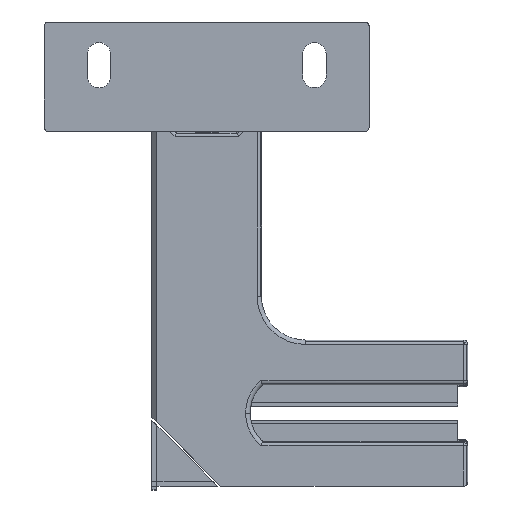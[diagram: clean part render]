
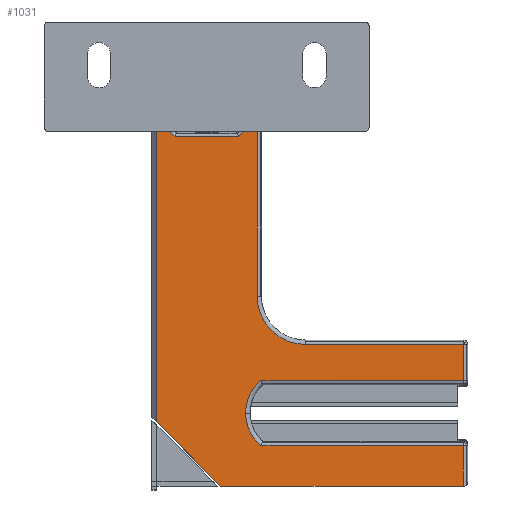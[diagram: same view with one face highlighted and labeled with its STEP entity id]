
A CAD part, top view. The second image highlights one B-rep face of the part: STEP entity #1031.
In plain terms, the highlighted planar face has unit normal (0, 0, 1).
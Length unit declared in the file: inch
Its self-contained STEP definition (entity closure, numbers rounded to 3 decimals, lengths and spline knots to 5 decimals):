
#1031=ADVANCED_FACE('',(#2031),#2032,.F.);
#2031=FACE_OUTER_BOUND('',#3628,.T.);
#2032=PLANE('',#3629);
#3628=EDGE_LOOP('',(#6346,#6347,#6348,#6349,#6350,#6351,#6352,#6353,#6354,#6355,#6356,#6357,#6358,#6359,#6360));
#3629=AXIS2_PLACEMENT_3D('',#6361,#6362,#6363);
#6346=ORIENTED_EDGE('',*,*,#6628,.F.);
#6347=ORIENTED_EDGE('',*,*,#7301,.F.);
#6348=ORIENTED_EDGE('',*,*,#7531,.F.);
#6349=ORIENTED_EDGE('',*,*,#7431,.F.);
#6350=ORIENTED_EDGE('',*,*,#7296,.F.);
#6351=ORIENTED_EDGE('',*,*,#7285,.F.);
#6352=ORIENTED_EDGE('',*,*,#6904,.F.);
#6353=ORIENTED_EDGE('',*,*,#7019,.F.);
#6354=ORIENTED_EDGE('',*,*,#6747,.F.);
#6355=ORIENTED_EDGE('',*,*,#7439,.F.);
#6356=ORIENTED_EDGE('',*,*,#7029,.T.);
#6357=ORIENTED_EDGE('',*,*,#6606,.T.);
#6358=ORIENTED_EDGE('',*,*,#7502,.F.);
#6359=ORIENTED_EDGE('',*,*,#7559,.F.);
#6360=ORIENTED_EDGE('',*,*,#7450,.F.);
#6361=CARTESIAN_POINT('',(-2.9904,0.14568,-0.1185));
#6362=DIRECTION('',(0.,0.,-1.0));
#6363=DIRECTION('',(1.0,0.,0.));
#6606=EDGE_CURVE('',#7794,#7795,#7796,.T.);
#6628=EDGE_CURVE('',#7830,#7825,#7832,.T.);
#6747=EDGE_CURVE('',#8033,#8035,#8036,.T.);
#6904=EDGE_CURVE('',#8285,#8287,#8288,.T.);
#7019=EDGE_CURVE('',#8035,#8285,#8472,.T.);
#7029=EDGE_CURVE('',#8475,#7794,#8489,.T.);
#7285=EDGE_CURVE('',#8287,#8838,#8839,.T.);
#7296=EDGE_CURVE('',#8838,#8852,#8853,.T.);
#7301=EDGE_CURVE('',#8159,#7830,#8858,.T.);
#7431=EDGE_CURVE('',#8852,#8698,#9001,.T.);
#7439=EDGE_CURVE('',#8475,#8033,#9010,.T.);
#7450=EDGE_CURVE('',#7825,#9023,#9024,.T.);
#7502=EDGE_CURVE('',#9079,#7795,#9081,.T.);
#7531=EDGE_CURVE('',#8698,#8159,#9110,.T.);
#7559=EDGE_CURVE('',#9023,#9079,#9138,.T.);
#7794=VERTEX_POINT('',#9443);
#7795=VERTEX_POINT('',#9444);
#7796=LINE('',#9445,#9446);
#7825=VERTEX_POINT('',#9504);
#7830=VERTEX_POINT('',#9531);
#7832=CIRCLE('',#9544,0.22441);
#8033=VERTEX_POINT('',#9826);
#8035=VERTEX_POINT('',#9828);
#8036=LINE('',#9829,#9830);
#8159=VERTEX_POINT('',#10041);
#8285=VERTEX_POINT('',#10231);
#8287=VERTEX_POINT('',#10233);
#8288=LINE('',#10234,#10235);
#8472=LINE('',#10524,#10525);
#8475=VERTEX_POINT('',#10528);
#8489=LINE('',#10548,#10549);
#8698=VERTEX_POINT('',#10849);
#8838=VERTEX_POINT('',#11031);
#8839=LINE('',#11032,#11033);
#8852=VERTEX_POINT('',#11059);
#8853=CIRCLE('',#11060,0.25984);
#8858=LINE('',#11066,#11067);
#9001=LINE('',#11274,#11275);
#9010=LINE('',#11286,#11287);
#9023=VERTEX_POINT('',#11304);
#9024=CIRCLE('',#11305,0.22441);
#9079=VERTEX_POINT('',#11407);
#9081=LINE('',#11409,#11410);
#9110=LINE('',#11446,#11447);
#9138=LINE('',#11481,#11482);
#9443=CARTESIAN_POINT('',(-0.70511,-0.68898,-0.1185));
#9444=CARTESIAN_POINT('',(0.60239,-0.68898,-0.1185));
#9445=CARTESIAN_POINT('',(-1.85135,-0.68898,-0.1185));
#9446=VECTOR('',#11689,1.0);
#9504=CARTESIAN_POINT('',(-0.57046,-0.29528,-0.1185));
#9531=CARTESIAN_POINT('',(-0.48827,-0.11971,-0.1185));
#9544=AXIS2_PLACEMENT_3D('',#11712,#11713,#11714);
#9826=CARTESIAN_POINT('',(-1.05239,1.29641,-0.1185));
#9828=CARTESIAN_POINT('',(-0.95139,1.19541,-0.1185));
#9829=CARTESIAN_POINT('',(-1.26038,1.5044,-0.1185));
#9830=VECTOR('',#11871,1.);
#10041=CARTESIAN_POINT('',(0.60239,-0.11971,-0.1185));
#10231=CARTESIAN_POINT('',(-0.61008,1.19541,-0.1185));
#10233=CARTESIAN_POINT('',(-0.50908,1.29641,-0.1185));
#10234=CARTESIAN_POINT('',(-1.45514,0.35035,-0.1185));
#10235=VECTOR('',#12068,1.);
#10524=CARTESIAN_POINT('',(-1.94527,1.19541,-0.1185));
#10525=VECTOR('',#12231,1.0);
#10528=CARTESIAN_POINT('',(-1.05239,-0.34169,-0.1185));
#10548=CARTESIAN_POINT('',(-1.51143,0.11736,-0.1185));
#10549=VECTOR('',#12244,1.);
#10849=CARTESIAN_POINT('',(0.60239,0.0748,-0.1185));
#11031=CARTESIAN_POINT('',(-0.50908,0.33465,-0.1185));
#11032=CARTESIAN_POINT('',(-0.50908,0.75185,-0.1185));
#11033=VECTOR('',#12589,1.0);
#11059=CARTESIAN_POINT('',(-0.24924,0.0748,-0.1185));
#11060=AXIS2_PLACEMENT_3D('',#12604,#12605,#12606);
#11066=CARTESIAN_POINT('',(-2.08519,-0.11971,-0.1185));
#11067=VECTOR('',#12614,1.0);
#11274=CARTESIAN_POINT('',(-1.85135,0.0748,-0.1185));
#11275=VECTOR('',#12742,1.0);
#11286=CARTESIAN_POINT('',(-1.05239,0.2181,-0.1185));
#11287=VECTOR('',#12748,1.0);
#11304=CARTESIAN_POINT('',(-0.48827,-0.47084,-0.1185));
#11305=AXIS2_PLACEMENT_3D('',#12759,#12760,#12761);
#11407=CARTESIAN_POINT('',(0.60239,-0.47084,-0.1185));
#11409=CARTESIAN_POINT('',(0.60239,-0.30173,-0.1185));
#11410=VECTOR('',#12806,1.0);
#11446=CARTESIAN_POINT('',(0.60239,-0.30173,-0.1185));
#11447=VECTOR('',#12832,1.0);
#11481=CARTESIAN_POINT('',(-2.08519,-0.47084,-0.1185));
#11482=VECTOR('',#12849,1.0);
#11689=DIRECTION('',(1.0,0.,0.0));
#11712=CARTESIAN_POINT('',(-0.34606,-0.29331,-0.1185));
#11713=DIRECTION('',(0.,0.,1.0));
#11714=DIRECTION('',(-0.914,0.405,0.));
#11871=DIRECTION('',(0.707,-0.707,0.0));
#12068=DIRECTION('',(0.707,0.707,0.0));
#12231=DIRECTION('',(1.0,0.,0.0));
#12244=DIRECTION('',(0.707,-0.707,0.0));
#12589=DIRECTION('',(0.,-1.0,0.0));
#12604=CARTESIAN_POINT('',(-0.24924,0.33465,-0.1185));
#12605=DIRECTION('',(0.,0.,1.0));
#12606=DIRECTION('',(-0.707,-0.707,0.));
#12614=DIRECTION('',(-1.0,0.,0.0));
#12742=DIRECTION('',(1.0,0.,0.0));
#12748=DIRECTION('',(0.,1.0,0.0));
#12759=CARTESIAN_POINT('',(-0.34606,-0.29724,-0.1185));
#12760=DIRECTION('',(0.,0.,1.0));
#12761=DIRECTION('',(-0.914,-0.405,0.));
#12806=DIRECTION('',(0.,-1.0,0.0));
#12832=DIRECTION('',(0.,-1.0,0.0));
#12849=DIRECTION('',(1.0,0.,0.0));
